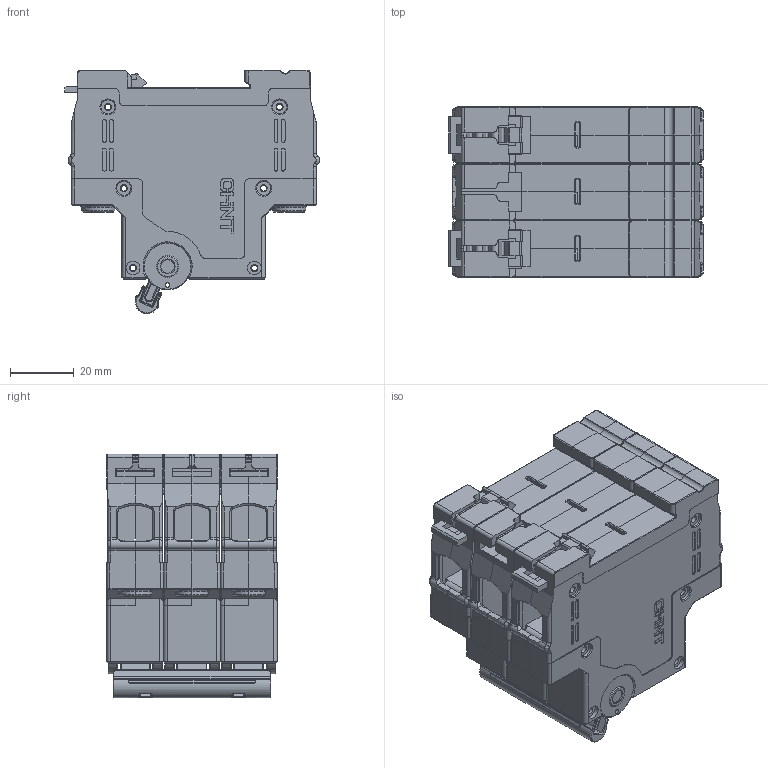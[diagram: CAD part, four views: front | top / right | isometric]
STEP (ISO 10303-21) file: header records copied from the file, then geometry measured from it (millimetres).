
FILE_DESCRIPTION((''),'2;1');
FILE_NAME('NXHB-125_3P','2023-07-26T11:08:07',('hgfeng'),(''),'CREO PARAMETRIC BY PTC INC, 2020044','CREO PARAMETRIC BY PTC INC, 2020044','');
FILE_SCHEMA(('CONFIG_CONTROL_DESIGN','SHAPE_APPEARANCE_LAYERS_GROUPS'));
Products named in the file (1): NXHB-125_3P
Bounding box: 79.9 x 53.4 x 76.33 mm (x, y, z)
Volume: 4602.4 mm3; surface area: 85880.7 mm2
Topology: 27 solids, 35 shells, 4287 faces, 11799 edges, 7650 vertices
Faces by surface type: plane 2544, cylinder 1199, cone 277, torus 167, bspline 61, extrusion 27, sphere 12
Entity records: 140472 total; most frequent: CARTESIAN_POINT 30461, ORIENTED_EDGE 23468, DIRECTION 22272, EDGE_CURVE 11787, VECTOR 8014, LINE 7987, VERTEX_POINT 7650, AXIS2_PLACEMENT_3D 7129
